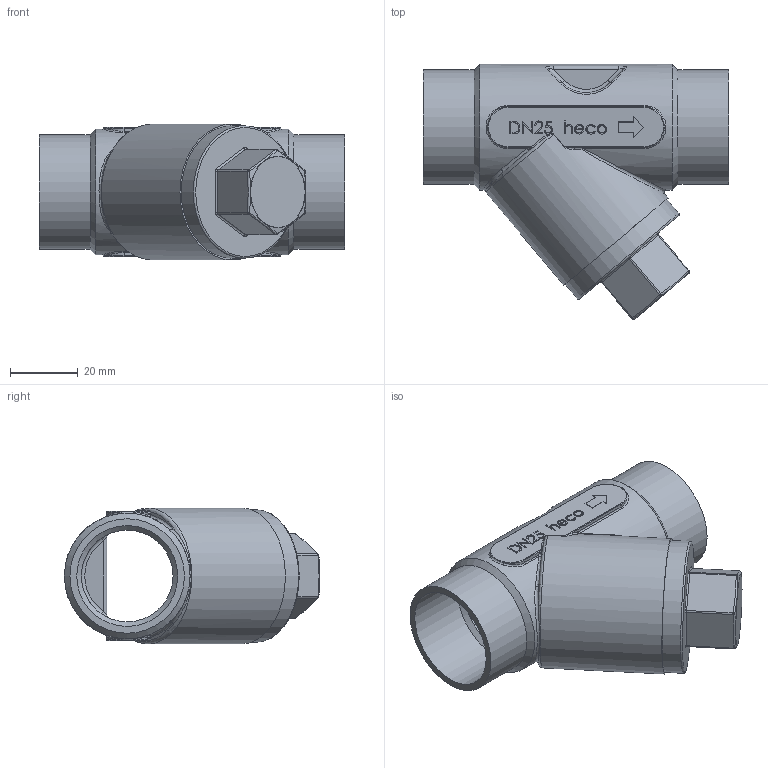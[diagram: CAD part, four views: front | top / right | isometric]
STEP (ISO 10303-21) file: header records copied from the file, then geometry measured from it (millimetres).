
FILE_DESCRIPTION (( 'STEP AP214' ), '1' );
FILE_NAME ('SF-100-00S-4 Schmutzfänger Anschweißende 2101.STEP', '2021-01-13T09:33:28', ( '' ), ( '' ), 'SwSTEP 2.0', 'SolidWorks 2019', '' );
FILE_SCHEMA (( 'AUTOMOTIVE_DESIGN' ));
Length unit declared in the file: millimetre
Products named in the file (1): SF-100-00S-4 Schmutzfänger Anschweißende 2101
Bounding box: 90 x 75.15 x 40 mm (x, y, z)
Volume: 81354.8 mm3; surface area: 23987.3 mm2
Topology: 1 solids, 1 shells, 462 faces, 1160 edges, 738 vertices
Faces by surface type: bspline 206, plane 172, cylinder 56, torus 17, sphere 6, cone 5
Full cylindrical faces by diameter (mm): 27 x1, 29.7 x2, 33.7 x2, 37 x1, 39 x1, 40 x1
Entity records: 30094 total; most frequent: CARTESIAN_POINT 17332, ORIENTED_EDGE 2280, DIRECTION 1375, EDGE_CURVE 1140, VERTEX_POINT 734, LINE 563, VECTOR 563, EDGE_LOOP 518
